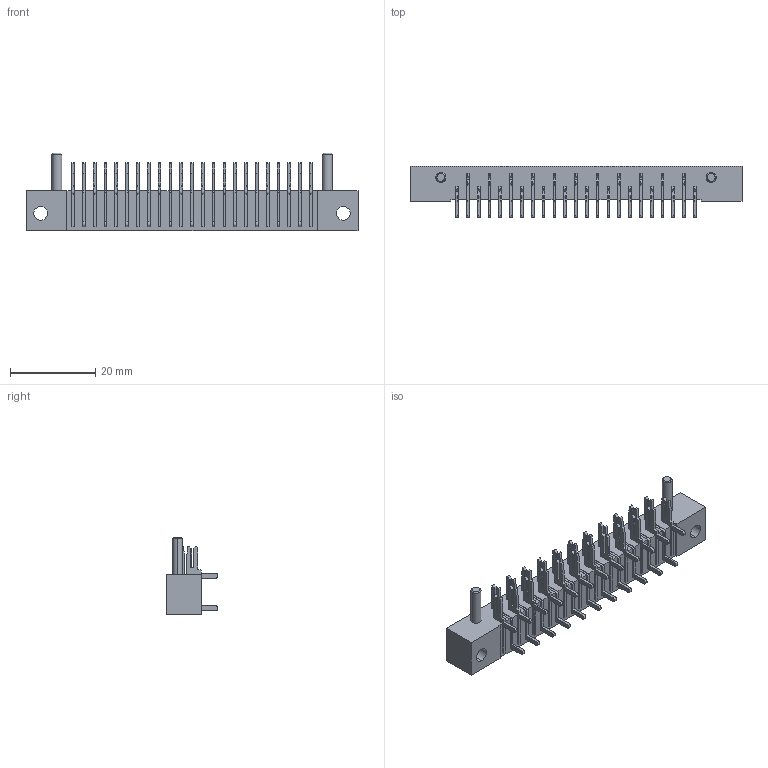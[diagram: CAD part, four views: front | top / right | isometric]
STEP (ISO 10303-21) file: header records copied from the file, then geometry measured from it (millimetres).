
FILE_DESCRIPTION (( 'STEP AP203' ), '1' );
FILE_NAME ('423-023-521-102.STEP', '2019-11-28T19:45:31', ( '' ), ( '' ), 'SwSTEP 2.0', 'SolidWorks 2016', '' );
FILE_SCHEMA (( 'CONFIG_CONTROL_DESIGN' ));
Length unit declared in the file: inch
Products named in the file (4): 423 Part_23; 421-290-001_121; 423-023-521-102; 421-290-002_121
Assembly tree (24 placements, depth 2):
  423-023-521-102
    423 Part_23
    421-290-001_121  x11
    421-290-002_121  x12
Bounding box: 77.98 x 12.19 x 18.29 mm (x, y, z)
Volume: 5973.2 mm3; surface area: 8599.4 mm2
Topology: 24 solids, 24 shells, 829 faces, 2308 edges, 1536 vertices
Faces by surface type: plane 659, cylinder 166, cone 4
Entity records: 9420 total; most frequent: CARTESIAN_POINT 1514, ORIENTED_EDGE 1460, DIRECTION 1420, EDGE_CURVE 730, LINE 608, VECTOR 608, VERTEX_POINT 484, AXIS2_PLACEMENT_3D 406
